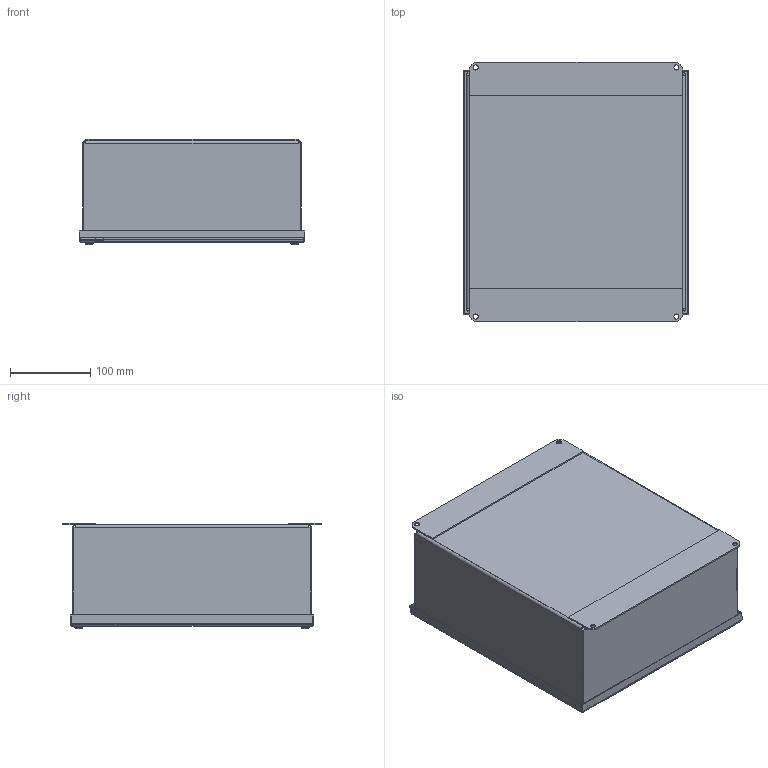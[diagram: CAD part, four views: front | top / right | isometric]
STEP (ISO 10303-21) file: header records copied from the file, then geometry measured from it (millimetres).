
FILE_DESCRIPTION(/* description */ ('LID, PBXD16SS, 11.75X10.75'),/* implementation_level */ '2;1');
FILE_NAME(/* name */ 'PBXD16SS.stp',/* time_stamp */ '2017-01-30T21:16:22+06:00',/* author */ ('mgunasekar'),/* organization */ (''),/* preprocessor_version */ 'ST-DEVELOPER v16.1',/* originating_system */ 'Autodesk Inventor 2016',/* authorisation */ '');
FILE_SCHEMA (('AUTOMOTIVE_DESIGN { 1 0 10303 214 3 1 1 }'));
Length unit declared in the file: inch
Products named in the file (13): PBXD16SSLID; 37210; 39077; PBXD16SSBKP; 34984; 38832; 32811; 3694; 31817; 3185; 34810SS-PBXD16SS; 316264-PBXD16; PBXD16SS
Assembly tree (25 placements, depth 2):
  PBXD16SS
    PBXD16SSLID
    37210  x4
    39077  x4
    PBXD16SSBKP
    34984  x4
    38832  x2
    32811  x2
    3694
    31817
    3185
    34810SS-PBXD16SS  x2
    316264-PBXD16  x2
Bounding box: 281.78 x 323.85 x 132.09 mm (x, y, z)
Volume: 504523.3 mm3; surface area: 740922.6 mm2
Topology: 25 solids, 27 shells, 905 faces, 2366 edges, 1522 vertices
Faces by surface type: plane 601, cylinder 196, cone 56, torus 30, bspline 14, sphere 8
Full cylindrical faces by diameter (mm): 3.175 x1, 3.378 x2, 3.556 x2, 3.962 x4, 4.255 x4, 4.826 x4, 4.978 x4, 6.299 x4, 6.35 x7, 6.528 x4, 7.061 x4, 7.137 x4, 7.938 x4, 10.312 x4, 11.506 x4
Entity records: 20116 total; most frequent: CARTESIAN_POINT 3871, ORIENTED_EDGE 3198, DIRECTION 3167, EDGE_CURVE 1599, LINE 1203, VECTOR 1203, VERTEX_POINT 1044, AXIS2_PLACEMENT_3D 982
